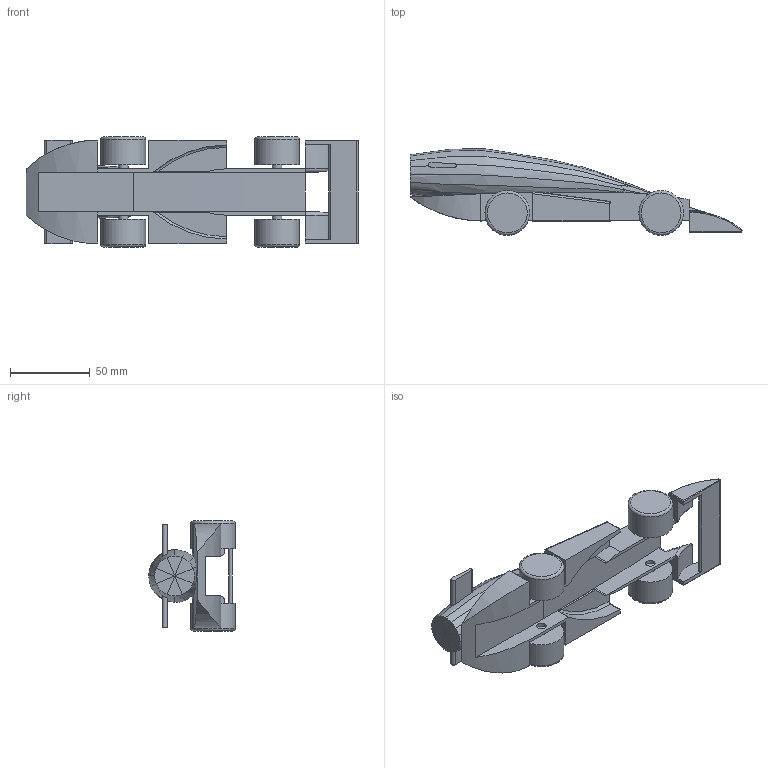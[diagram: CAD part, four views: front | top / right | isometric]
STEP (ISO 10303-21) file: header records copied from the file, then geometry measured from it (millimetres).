
FILE_DESCRIPTION(/* description */ (''),/* implementation_level */ '2;1');
FILE_NAME(/* name */ 'P12_.step',/* time_stamp */ '2024-04-14T01:09:35+04:00',/* author */ (''),/* organization */ (''),/* preprocessor_version */ 'ST-DEVELOPER v20',/* originating_system */ 'Autodesk Translation Framework v12.20.1.177',/* authorisation */ '');
FILE_SCHEMA (('AUTOMOTIVE_DESIGN { 1 0 10303 214 3 1 1 }'));
Length unit declared in the file: millimetre
Products named in the file (2): P12; F1 Wheel [28mm]
Assembly tree (4 placements, depth 2):
  P12
    F1 Wheel [28mm]  x4
Bounding box: 208.19 x 54.36 x 69 mm (x, y, z)
Volume: 189805.9 mm3; surface area: 51254.2 mm2
Topology: 5 solids, 5 shells, 175 faces, 432 edges, 267 vertices
Faces by surface type: cylinder 61, plane 58, bspline 40, torus 14, sphere 2
Full cylindrical faces by diameter (mm): 6 x8, 28 x4
Entity records: 11808 total; most frequent: CARTESIAN_POINT 8196, ORIENTED_EDGE 816, DIRECTION 622, EDGE_CURVE 408, VERTEX_POINT 252, AXIS2_PLACEMENT_3D 233, EDGE_LOOP 166, FACE_OUTER_BOUND 157
